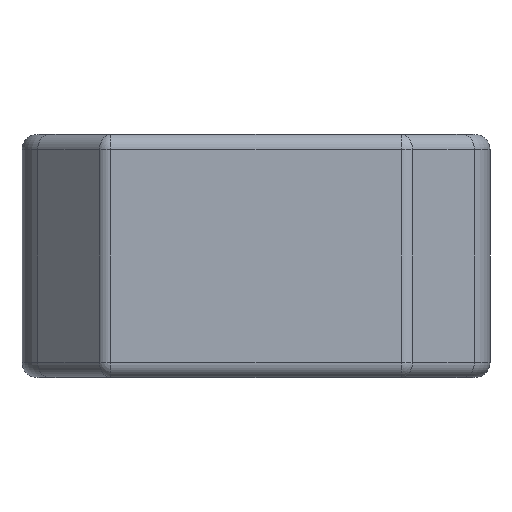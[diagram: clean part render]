
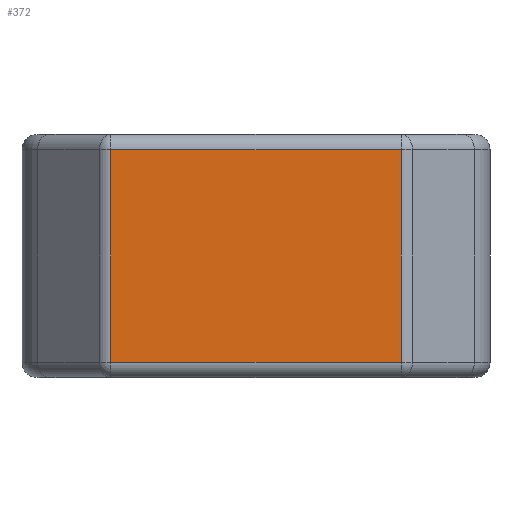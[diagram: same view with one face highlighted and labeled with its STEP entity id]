
A CAD part, front view. The second image highlights one B-rep face of the part: STEP entity #372.
In plain terms, the highlighted planar face has unit normal (0, -1, 0).
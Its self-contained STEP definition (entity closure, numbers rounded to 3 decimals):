
#49 = VECTOR ( 'NONE', #1031, 1000. ) ;
#102 = LINE ( 'NONE', #425, #248 ) ;
#103 = VECTOR ( 'NONE', #1018, 1000. ) ;
#104 = CARTESIAN_POINT ( 'NONE',  ( -5., -5., 4. ) ) ;
#180 = EDGE_CURVE ( 'NONE', #259, #644, #102, .T. ) ;
#195 = EDGE_CURVE ( 'NONE', #467, #259, #787, .T. ) ;
#207 = LINE ( 'NONE', #816, #103 ) ;
#248 = VECTOR ( 'NONE', #430, 1000. ) ;
#259 = VERTEX_POINT ( 'NONE', #979 ) ;
#288 = DIRECTION ( 'NONE',  ( 0., 1., 0. ) ) ;
#326 = LINE ( 'NONE', #688, #49 ) ;
#327 = DIRECTION ( 'NONE',  ( 0., 0., 1. ) ) ;
#334 = CARTESIAN_POINT ( 'NONE',  ( 4.777, -5., 4. ) ) ;
#372 = ADVANCED_FACE ( 'NONE', ( #796 ), #732, .F. ) ;
#425 = CARTESIAN_POINT ( 'NONE',  ( -5., -5., 3.5 ) ) ;
#430 = DIRECTION ( 'NONE',  ( -1., 0., 0. ) ) ;
#448 = ORIENTED_EDGE ( 'NONE', *, *, #195, .T. ) ;
#467 = VERTEX_POINT ( 'NONE', #980 ) ;
#540 = EDGE_LOOP ( 'NONE', ( #991, #1092, #448, #861 ) ) ;
#570 = EDGE_CURVE ( 'NONE', #644, #1004, #207, .T. ) ;
#633 = DIRECTION ( 'NONE',  ( -1., 0., 0. ) ) ;
#644 = VERTEX_POINT ( 'NONE', #899 ) ;
#688 = CARTESIAN_POINT ( 'NONE',  ( 5., -5., -3.5 ) ) ;
#732 = PLANE ( 'NONE',  #763 ) ;
#763 = AXIS2_PLACEMENT_3D ( 'NONE', #104, #288, #633 ) ;
#765 = EDGE_CURVE ( 'NONE', #1004, #467, #326, .T. ) ;
#787 = LINE ( 'NONE', #334, #846 ) ;
#796 = FACE_OUTER_BOUND ( 'NONE', #540, .T. ) ;
#816 = CARTESIAN_POINT ( 'NONE',  ( -4.777, -5., 4. ) ) ;
#846 = VECTOR ( 'NONE', #327, 1000. ) ;
#861 = ORIENTED_EDGE ( 'NONE', *, *, #180, .T. ) ;
#899 = CARTESIAN_POINT ( 'NONE',  ( -4.777, -5., 3.5 ) ) ;
#979 = CARTESIAN_POINT ( 'NONE',  ( 4.777, -5., 3.5 ) ) ;
#980 = CARTESIAN_POINT ( 'NONE',  ( 4.777, -5., -3.5 ) ) ;
#991 = ORIENTED_EDGE ( 'NONE', *, *, #570, .T. ) ;
#1004 = VERTEX_POINT ( 'NONE', #1085 ) ;
#1018 = DIRECTION ( 'NONE',  ( 0., 0., -1. ) ) ;
#1031 = DIRECTION ( 'NONE',  ( 1., 0., 0. ) ) ;
#1085 = CARTESIAN_POINT ( 'NONE',  ( -4.777, -5., -3.5 ) ) ;
#1092 = ORIENTED_EDGE ( 'NONE', *, *, #765, .T. ) ;
